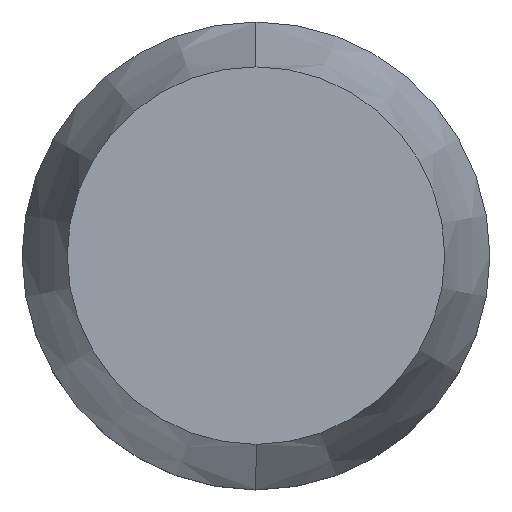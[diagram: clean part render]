
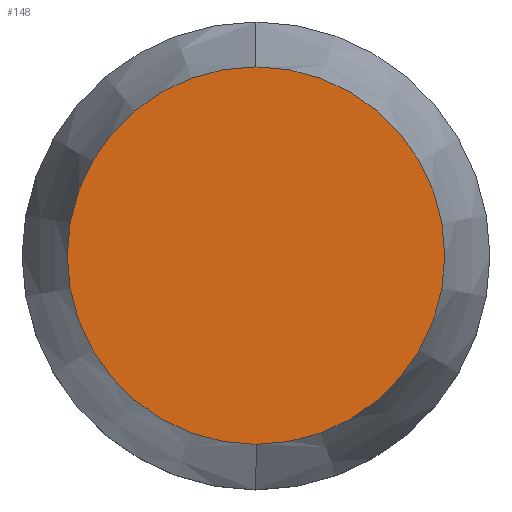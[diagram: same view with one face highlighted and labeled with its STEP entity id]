
A CAD part, top view. The second image highlights one B-rep face of the part: STEP entity #148.
In plain terms, the highlighted planar face has unit normal (0, 0, 1).
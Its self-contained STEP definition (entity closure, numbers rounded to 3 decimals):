
#70=EDGE_CURVE('',#92,#126,#174,.T.);
#74=EDGE_CURVE('',#126,#92,#179,.T.);
#92=VERTEX_POINT('',#199);
#126=VERTEX_POINT('',#237);
#148=ADVANCED_FACE('',(#261),#262,.T.);
#174=CIRCLE('',#282,10.088);
#179=CIRCLE('',#288,10.088);
#199=CARTESIAN_POINT('',(0.,10.088,15.0));
#237=CARTESIAN_POINT('',(0.,-10.088,15.0));
#261=FACE_OUTER_BOUND('',#393,.T.);
#262=PLANE('',#394);
#282=AXIS2_PLACEMENT_3D('',#408,#409,#410);
#288=AXIS2_PLACEMENT_3D('',#419,#420,#421);
#393=EDGE_LOOP('',(#510,#511));
#394=AXIS2_PLACEMENT_3D('',#512,#513,#514);
#408=CARTESIAN_POINT('',(0.,0.,15.0));
#409=DIRECTION('',(0.0,0.0,1.0));
#410=DIRECTION('',(0.,-1.0,0.0));
#419=CARTESIAN_POINT('',(0.,0.,15.0));
#420=DIRECTION('',(0.0,0.0,1.0));
#421=DIRECTION('',(0.,-1.0,0.0));
#510=ORIENTED_EDGE('',*,*,#74,.T.);
#511=ORIENTED_EDGE('',*,*,#70,.T.);
#512=CARTESIAN_POINT('',(0.,-5.044,15.0));
#513=DIRECTION('',(0.0,0.0,1.0));
#514=DIRECTION('',(0.,-1.0,0.0));
